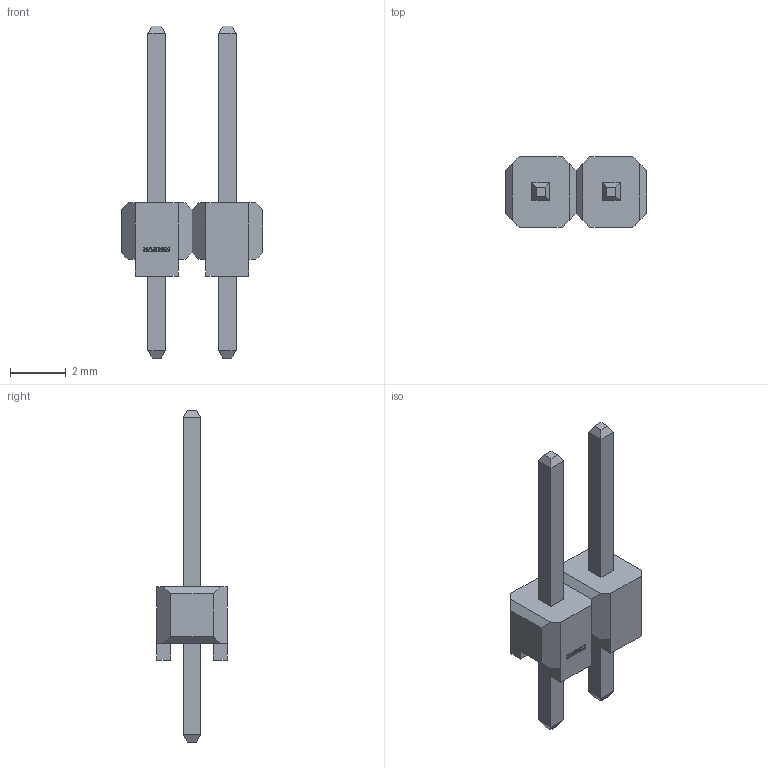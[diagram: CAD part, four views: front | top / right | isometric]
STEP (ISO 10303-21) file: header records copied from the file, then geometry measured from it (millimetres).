
FILE_DESCRIPTION(/* description */ (''),/* implementation_level */ '2;1');
FILE_NAME(/* name */ '1.stp',/* time_stamp */ '2019-09-30T19:00:16+02:00',/* author */ ('k'),/* organization */ (''),/* preprocessor_version */ 'ST-DEVELOPER v15.6',/* originating_system */ 'Autodesk Inventor 2015',/* authorisation */ '');
FILE_SCHEMA (('AUTOMOTIVE_DESIGN { 1 0 10303 214 3 1 1 }'));
Length unit declared in the file: millimetre
Products named in the file (5): M20-999-MOULD; M20-999-PIN; m20-9990246_asm; Harwin Logo Yury; 1
Bounding box: 5.08 x 2.54 x 11.93 mm (x, y, z)
Volume: 33.5 mm3; surface area: 133.5 mm2
Topology: 11 solids, 11 shells, 175 faces, 431 edges, 278 vertices
Faces by surface type: plane 163, cylinder 12
Entity records: 4852 total; most frequent: CARTESIAN_POINT 836, ORIENTED_EDGE 806, DIRECTION 769, EDGE_CURVE 403, LINE 379, VECTOR 379, VERTEX_POINT 262, AXIS2_PLACEMENT_3D 195
